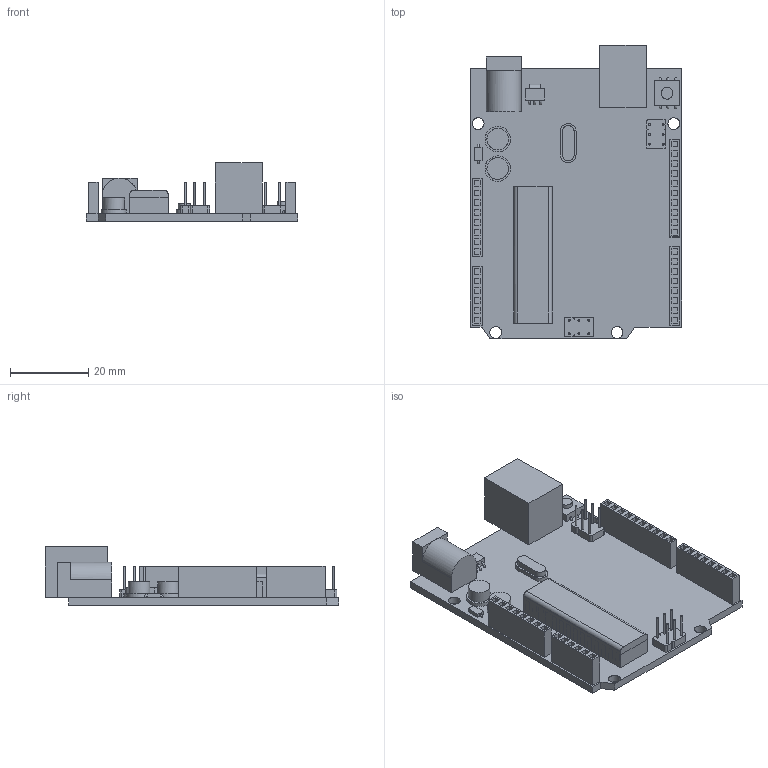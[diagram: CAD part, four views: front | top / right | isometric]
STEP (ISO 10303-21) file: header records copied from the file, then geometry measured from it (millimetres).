
FILE_DESCRIPTION(('FreeCAD Model'),'2;1');
FILE_NAME('arduinoUnor3.step','2020-01-22T07:34:15',( 'Author'),(''),'Open CASCADE STEP processor 7.3','FreeCAD','Unknown' );
FILE_SCHEMA(('AUTOMOTIVE_DESIGN { 1 0 10303 214 1 1 1 1 }'));
Length unit declared in the file: millimetre
Products named in the file (1): Fusion
Bounding box: 54 x 75 x 15 mm (x, y, z)
Volume: 13561.7 mm3; surface area: 14647.9 mm2
Topology: 1 solids, 29 shells, 618 faces, 1491 edges, 995 vertices
Faces by surface type: bspline 618
Entity records: 43638 total; most frequent: CARTESIAN_POINT 14101, ORIENTED_EDGE 2982, PCURVE 2982, DEFINITIONAL_REPRESENTATION 2982, DIRECTION 2579, LINE 2577, VECTOR 2577, B_SPLINE_CURVE_WITH_KNOTS 1760
